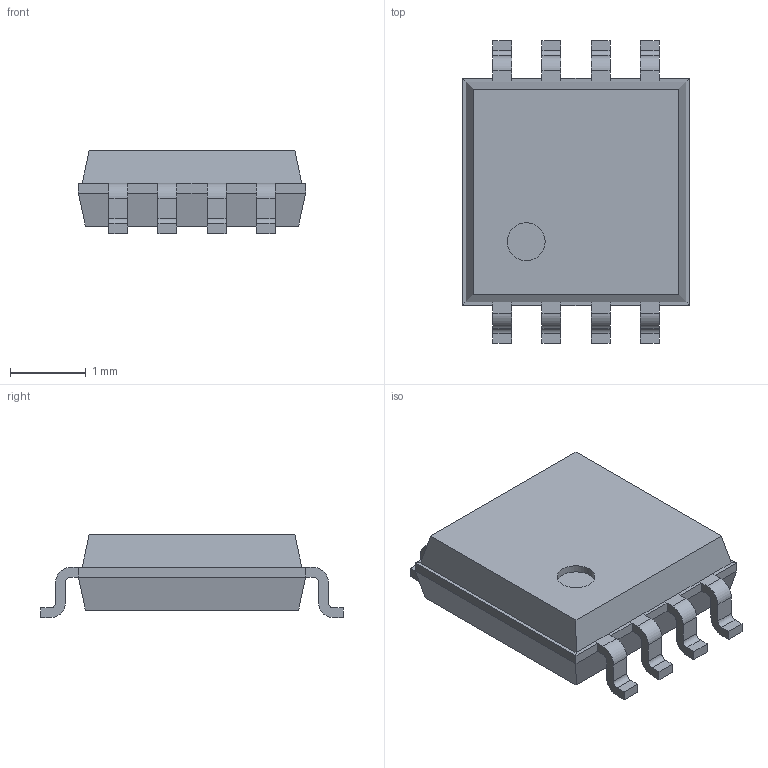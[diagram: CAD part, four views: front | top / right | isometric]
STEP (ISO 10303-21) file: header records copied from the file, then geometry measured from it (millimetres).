
FILE_DESCRIPTION(('FreeCAD Model'),'2;1');
FILE_NAME('MSOP_8_3x3mm_Pitch065mm.step', '2016-10-11T15:21:33',('Author'),(''), 'Open CASCADE STEP processor 6.8','FreeCAD','Unknown');
FILE_SCHEMA(('AUTOMOTIVE_DESIGN_CC2 { 1 2 10303 214 -1 1 5 4 }'));
Length unit declared in the file: millimetre
Products named in the file (2): ASSEMBLY; MSOP_8_3x3mm_Pitch065mm
Assembly tree (1 placements, depth 2):
  ASSEMBLY
    MSOP_8_3x3mm_Pitch065mm
Bounding box: 3 x 4 x 1.1 mm (x, y, z)
Volume: 8.5 mm3; surface area: 33.4 mm2
Topology: 1 solids, 1 shells, 140 faces, 367 edges, 230 vertices
Faces by surface type: plane 87, cylinder 33, bspline 20
Full cylindrical faces by diameter (mm): 0.5 x1
Entity records: 10059 total; most frequent: CARTESIAN_POINT 1835, DIRECTION 1302, LINE 893, VECTOR 893, ORIENTED_EDGE 734, PCURVE 734, DEFINITIONAL_REPRESENTATION 734, EDGE_CURVE 367
